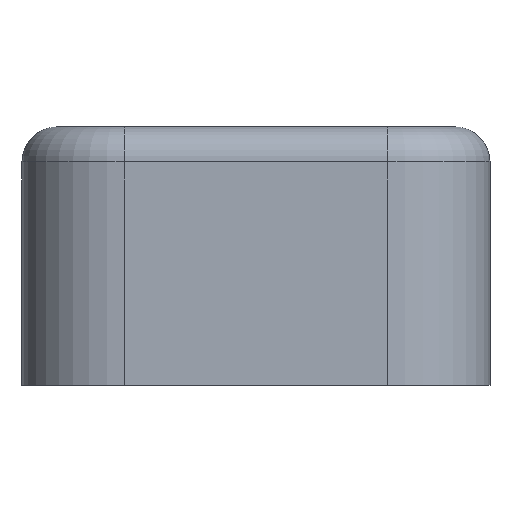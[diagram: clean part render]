
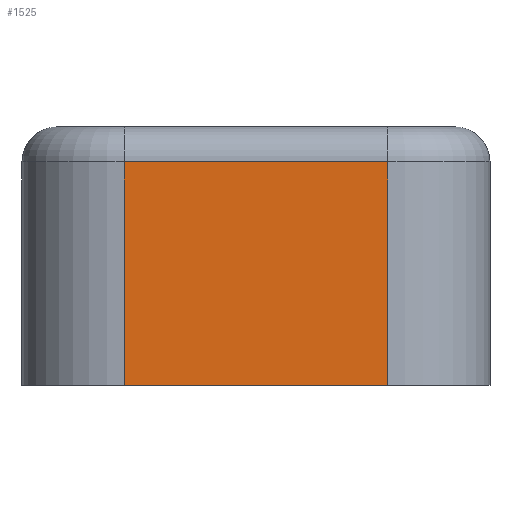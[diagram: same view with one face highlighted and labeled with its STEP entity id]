
A CAD part, left-side view. The second image highlights one B-rep face of the part: STEP entity #1525.
In plain terms, the highlighted planar face has unit normal (-1, 0, 0).
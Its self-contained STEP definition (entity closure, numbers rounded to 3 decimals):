
#120=PLANE('',#5020);
#280=FACE_OUTER_BOUND('',#1955,.T.);
#675=LINE('',#7297,#1169);
#704=LINE('',#7367,#1198);
#705=LINE('',#7371,#1199);
#706=LINE('',#7373,#1200);
#1169=VECTOR('',#5749,1.);
#1198=VECTOR('',#5808,1.);
#1199=VECTOR('',#5813,1.);
#1200=VECTOR('',#5814,1.);
#1525=ADVANCED_FACE('',(#280),#120,.T.);
#1955=EDGE_LOOP('',(#2525,#2526,#2527,#2528));
#2525=ORIENTED_EDGE('',*,*,#4312,.T.);
#2526=ORIENTED_EDGE('',*,*,#4313,.T.);
#2527=ORIENTED_EDGE('',*,*,#4310,.F.);
#2528=ORIENTED_EDGE('',*,*,#4274,.T.);
#3806=VERTEX_POINT('',#7296);
#3807=VERTEX_POINT('',#7298);
#3833=VERTEX_POINT('',#7368);
#3834=VERTEX_POINT('',#7372);
#4274=EDGE_CURVE('',#3807,#3806,#675,.T.);
#4310=EDGE_CURVE('',#3807,#3833,#704,.T.);
#4312=EDGE_CURVE('',#3806,#3834,#705,.T.);
#4313=EDGE_CURVE('',#3834,#3833,#706,.T.);
#5020=AXIS2_PLACEMENT_3D('',#7374,#5815,#5816);
#5749=DIRECTION('',(0.,-1.,0.));
#5808=DIRECTION('',(0.,0.,1.));
#5813=DIRECTION('',(0.,0.,1.));
#5814=DIRECTION('',(0.,1.,0.));
#5815=DIRECTION('',(-1.,0.,0.));
#5816=DIRECTION('',(0.,0.,1.));
#7296=CARTESIAN_POINT('',(-37.525,-11.225,9.5));
#7297=CARTESIAN_POINT('',(-37.525,11.275,9.5));
#7298=CARTESIAN_POINT('',(-37.525,11.275,9.5));
#7367=CARTESIAN_POINT('',(-37.525,11.275,9.5));
#7368=CARTESIAN_POINT('',(-37.525,11.275,28.57));
#7371=CARTESIAN_POINT('',(-37.525,-11.225,9.5));
#7372=CARTESIAN_POINT('',(-37.525,-11.225,28.57));
#7373=CARTESIAN_POINT('',(-37.525,11.275,28.57));
#7374=CARTESIAN_POINT('',(-37.525,11.275,9.5));
